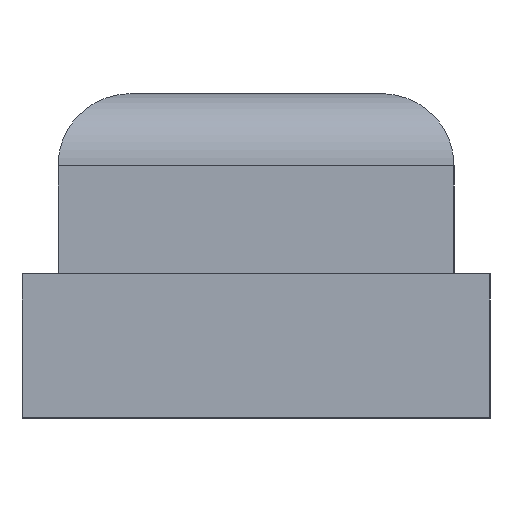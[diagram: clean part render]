
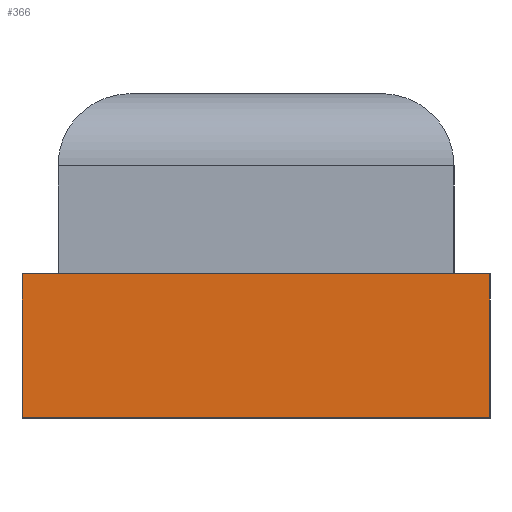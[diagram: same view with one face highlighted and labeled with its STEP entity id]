
A CAD part, left-side view. The second image highlights one B-rep face of the part: STEP entity #366.
In plain terms, the highlighted planar face has unit normal (-1, 0, 0).
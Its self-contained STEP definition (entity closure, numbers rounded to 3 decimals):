
#126 = VERTEX_POINT('',#127);
#127 = CARTESIAN_POINT('',(-1.6,0.65,0.401));
#135 = EDGE_CURVE('',#136,#126,#138,.T.);
#136 = VERTEX_POINT('',#137);
#137 = CARTESIAN_POINT('',(-1.6,-0.65,0.401));
#138 = LINE('',#139,#140);
#139 = CARTESIAN_POINT('',(-1.6,-0.65,0.401));
#140 = VECTOR('',#141,1.);
#141 = DIRECTION('',(0.,1.,0.));
#291 = EDGE_CURVE('',#292,#126,#294,.T.);
#292 = VERTEX_POINT('',#293);
#293 = CARTESIAN_POINT('',(-1.6,0.65,0.001));
#294 = LINE('',#295,#296);
#295 = CARTESIAN_POINT('',(-1.6,0.65,0.001));
#296 = VECTOR('',#297,1.);
#297 = DIRECTION('',(0.,0.,1.));
#366 = ADVANCED_FACE('',(#367),#385,.T.);
#367 = FACE_BOUND('',#368,.T.);
#368 = EDGE_LOOP('',(#369,#377,#378,#379));
#369 = ORIENTED_EDGE('',*,*,#370,.T.);
#370 = EDGE_CURVE('',#371,#136,#373,.T.);
#371 = VERTEX_POINT('',#372);
#372 = CARTESIAN_POINT('',(-1.6,-0.65,0.001));
#373 = LINE('',#374,#375);
#374 = CARTESIAN_POINT('',(-1.6,-0.65,0.001));
#375 = VECTOR('',#376,1.);
#376 = DIRECTION('',(0.,0.,1.));
#377 = ORIENTED_EDGE('',*,*,#135,.T.);
#378 = ORIENTED_EDGE('',*,*,#291,.F.);
#379 = ORIENTED_EDGE('',*,*,#380,.F.);
#380 = EDGE_CURVE('',#371,#292,#381,.T.);
#381 = LINE('',#382,#383);
#382 = CARTESIAN_POINT('',(-1.6,-0.65,0.001));
#383 = VECTOR('',#384,1.);
#384 = DIRECTION('',(0.,1.,0.));
#385 = PLANE('',#386);
#386 = AXIS2_PLACEMENT_3D('',#387,#388,#389);
#387 = CARTESIAN_POINT('',(-1.6,-0.65,0.001));
#388 = DIRECTION('',(-1.,0.,0.));
#389 = DIRECTION('',(0.,1.,0.));
